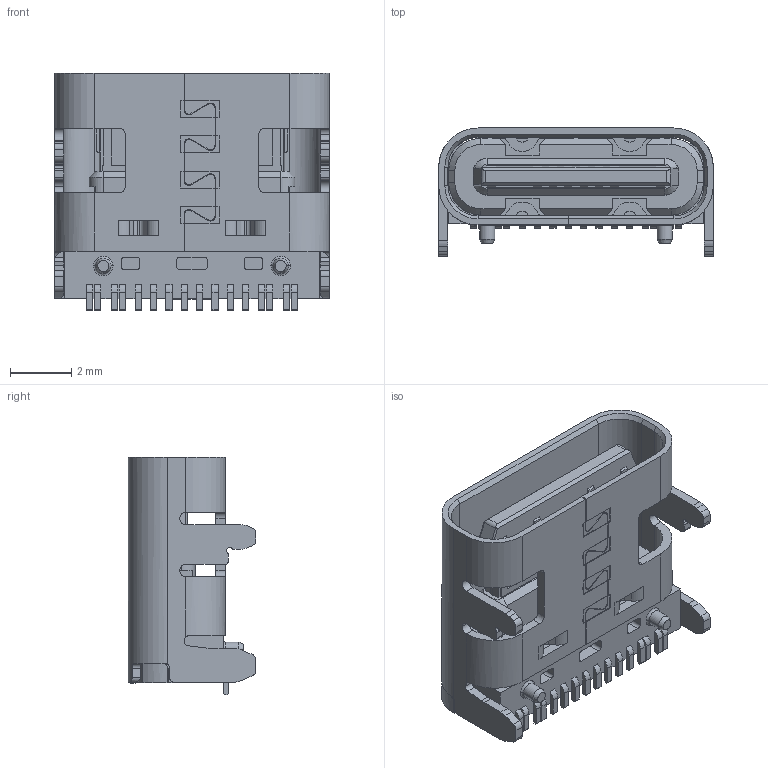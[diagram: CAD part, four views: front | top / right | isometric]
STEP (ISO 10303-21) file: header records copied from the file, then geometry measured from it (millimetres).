
FILE_DESCRIPTION((''),'2;1');
FILE_NAME('GT-USB-7010A_ASM','2023-04-24T',('Administrator'),(''),'PRO/ENGINEER BY PARAMETRIC TECHNOLOGY CORPORATION, 2013040','PRO/ENGINEER BY PARAMETRIC TECHNOLOGY CORPORATION, 2013040','');
FILE_SCHEMA(('CONFIG_CONTROL_DESIGN'));
Length unit declared in the file: millimetre
Products named in the file (4): PRODUCT_4_GT-USB-7010A_2_GT_AF0; GT-USB-7010A_2_GT-USB-7010A_AF0_ASM; ASM0001_AF0_ASM; GT-USB-7010A_ASM
Assembly tree (3 placements, depth 4):
  GT-USB-7010A_ASM
    ASM0001_AF0_ASM
      GT-USB-7010A_2_GT-USB-7010A_AF0_ASM
        PRODUCT_4_GT-USB-7010A_2_GT_AF0
Bounding box: 8.94 x 4.16 x 7.75 mm (x, y, z)
Volume: 114.7 mm3; surface area: 483.7 mm2
Topology: 1 solids, 1 shells, 998 faces, 2858 edges, 1853 vertices
Faces by surface type: plane 748, cylinder 221, cone 22, torus 4, bspline 3
Entity records: 32589 total; most frequent: CARTESIAN_POINT 6110, ORIENTED_EDGE 5716, DIRECTION 5257, EDGE_CURVE 2858, VECTOR 2323, LINE 2323, VERTEX_POINT 1853, AXIS2_PLACEMENT_3D 1467
